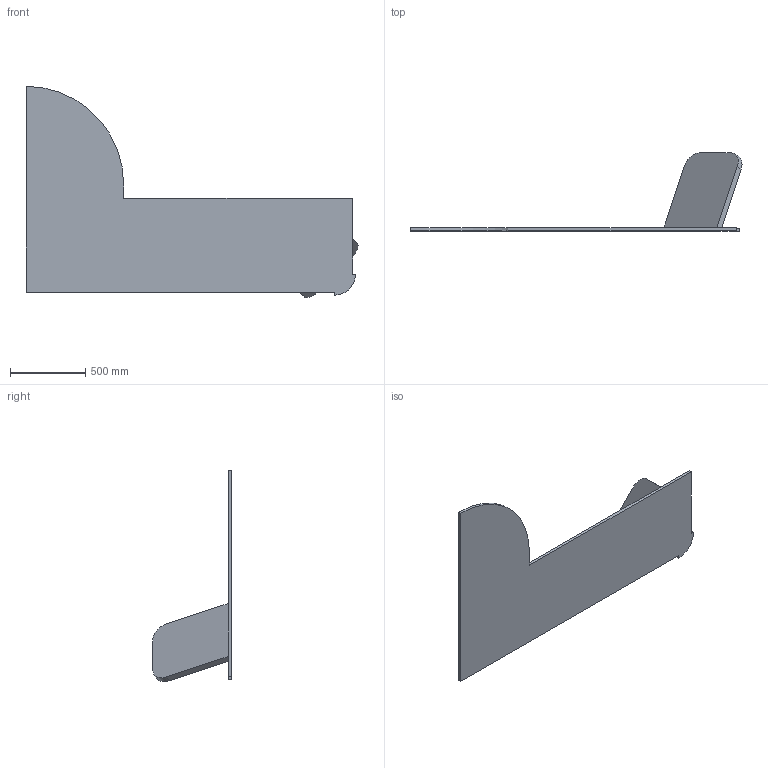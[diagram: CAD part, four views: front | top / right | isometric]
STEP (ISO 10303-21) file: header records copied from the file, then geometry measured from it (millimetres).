
FILE_DESCRIPTION(/* description */ (''),/* implementation_level */ '2;1');
FILE_NAME(/* name */ 'TBF - Plateau - Sym.stp',/* time_stamp */ '2025-02-28T13:47:01+01:00',/* author */ ('Benjamin.FOLTZER'),/* organization */ (''),/* preprocessor_version */ 'ST-DEVELOPER v20',/* originating_system */ 'Autodesk Inventor 2024',/* authorisation */ '');
FILE_SCHEMA (('AUTOMOTIVE_DESIGN { 1 0 10303 214 3 1 1 }'));
Length unit declared in the file: millimetre
Products named in the file (1): TBF - Plateau - Sym
Bounding box: 2211.55 x 520 x 1407.8 mm (x, y, z)
Volume: 45770815.2 mm3; surface area: 4217859.2 mm2
Topology: 1 solids, 1 shells, 18 faces, 45 edges, 30 vertices
Faces by surface type: plane 14, cylinder 4
Entity records: 625 total; most frequent: CARTESIAN_POINT 94, DIRECTION 91, ORIENTED_EDGE 90, EDGE_CURVE 45, LINE 37, VECTOR 37, VERTEX_POINT 30, AXIS2_PLACEMENT_3D 27
